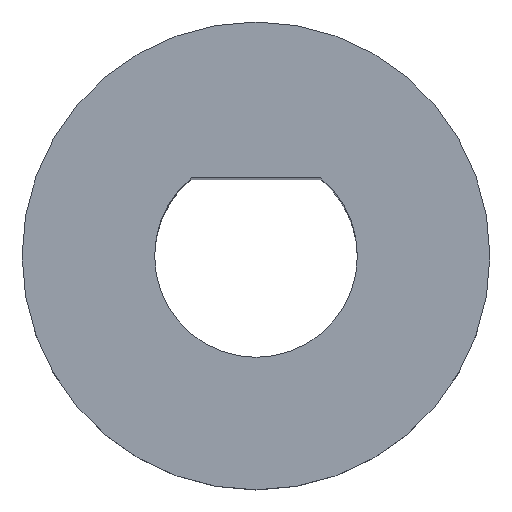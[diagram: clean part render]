
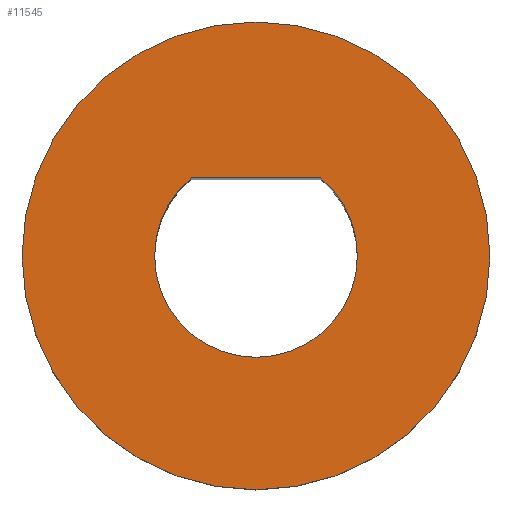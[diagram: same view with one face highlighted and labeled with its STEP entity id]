
A CAD part, top view. The second image highlights one B-rep face of the part: STEP entity #11545.
In plain terms, the highlighted planar face has unit normal (0, 0, 1).
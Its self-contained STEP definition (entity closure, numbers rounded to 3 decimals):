
#381 = CYLINDRICAL_SURFACE('',#382,6.);
#382 = AXIS2_PLACEMENT_3D('',#383,#384,#385);
#383 = CARTESIAN_POINT('',(0.,0.,20.99));
#384 = DIRECTION('',(-0.,-0.,-1.));
#385 = DIRECTION('',(1.,0.,0.));
#6084 = VERTEX_POINT('',#6085);
#6085 = CARTESIAN_POINT('',(6.,0.,22.99));
#6106 = EDGE_CURVE('',#6084,#6084,#6107,.T.);
#6107 = SURFACE_CURVE('',#6108,(#6113,#6120),.PCURVE_S1.);
#6108 = CIRCLE('',#6109,6.);
#6109 = AXIS2_PLACEMENT_3D('',#6110,#6111,#6112);
#6110 = CARTESIAN_POINT('',(0.,0.,22.99));
#6111 = DIRECTION('',(0.,0.,1.));
#6112 = DIRECTION('',(1.,0.,0.));
#6113 = PCURVE('',#381,#6114);
#6114 = DEFINITIONAL_REPRESENTATION('',(#6115),#6119);
#6115 = LINE('',#6116,#6117);
#6116 = CARTESIAN_POINT('',(-0.,-2.));
#6117 = VECTOR('',#6118,1.);
#6118 = DIRECTION('',(-1.,0.));
#6119 = ( GEOMETRIC_REPRESENTATION_CONTEXT(2) 
PARAMETRIC_REPRESENTATION_CONTEXT() REPRESENTATION_CONTEXT('2D SPACE',''
  ) );
#6120 = PCURVE('',#6121,#6126);
#6121 = PLANE('',#6122);
#6122 = AXIS2_PLACEMENT_3D('',#6123,#6124,#6125);
#6123 = CARTESIAN_POINT('',(0.,0.,22.99));
#6124 = DIRECTION('',(0.,0.,1.));
#6125 = DIRECTION('',(1.,0.,0.));
#6126 = DEFINITIONAL_REPRESENTATION('',(#6127),#6131);
#6127 = CIRCLE('',#6128,6.);
#6128 = AXIS2_PLACEMENT_2D('',#6129,#6130);
#6129 = CARTESIAN_POINT('',(0.,0.));
#6130 = DIRECTION('',(1.,0.));
#6131 = ( GEOMETRIC_REPRESENTATION_CONTEXT(2) 
PARAMETRIC_REPRESENTATION_CONTEXT() REPRESENTATION_CONTEXT('2D SPACE',''
  ) );
#11219 = CYLINDRICAL_SURFACE('',#11220,2.6);
#11220 = AXIS2_PLACEMENT_3D('',#11221,#11222,#11223);
#11221 = CARTESIAN_POINT('',(0.,0.,5000.));
#11222 = DIRECTION('',(0.,0.,1.));
#11223 = DIRECTION('',(1.,0.,-0.));
#11464 = PLANE('',#11465);
#11465 = AXIS2_PLACEMENT_3D('',#11466,#11467,#11468);
#11466 = CARTESIAN_POINT('',(-1.661,2.,5000.));
#11467 = DIRECTION('',(0.,-1.,0.));
#11468 = DIRECTION('',(1.,0.,0.));
#11545 = ADVANCED_FACE('',(#11546,#11549),#6121,.T.);
#11546 = FACE_BOUND('',#11547,.T.);
#11547 = EDGE_LOOP('',(#11548));
#11548 = ORIENTED_EDGE('',*,*,#6106,.T.);
#11549 = FACE_BOUND('',#11550,.T.);
#11550 = EDGE_LOOP('',(#11551,#11577));
#11551 = ORIENTED_EDGE('',*,*,#11552,.F.);
#11552 = EDGE_CURVE('',#11553,#11555,#11557,.T.);
#11553 = VERTEX_POINT('',#11554);
#11554 = CARTESIAN_POINT('',(-1.661,2.,22.99));
#11555 = VERTEX_POINT('',#11556);
#11556 = CARTESIAN_POINT('',(1.661,2.,22.99));
#11557 = SURFACE_CURVE('',#11558,(#11563,#11570),.PCURVE_S1.);
#11558 = CIRCLE('',#11559,2.6);
#11559 = AXIS2_PLACEMENT_3D('',#11560,#11561,#11562);
#11560 = CARTESIAN_POINT('',(0.,0.,22.99));
#11561 = DIRECTION('',(0.,0.,1.));
#11562 = DIRECTION('',(1.,0.,-0.));
#11563 = PCURVE('',#6121,#11564);
#11564 = DEFINITIONAL_REPRESENTATION('',(#11565),#11569);
#11565 = CIRCLE('',#11566,2.6);
#11566 = AXIS2_PLACEMENT_2D('',#11567,#11568);
#11567 = CARTESIAN_POINT('',(0.,0.));
#11568 = DIRECTION('',(1.,0.));
#11569 = ( GEOMETRIC_REPRESENTATION_CONTEXT(2) 
PARAMETRIC_REPRESENTATION_CONTEXT() REPRESENTATION_CONTEXT('2D SPACE',''
  ) );
#11570 = PCURVE('',#11219,#11571);
#11571 = DEFINITIONAL_REPRESENTATION('',(#11572),#11576);
#11572 = LINE('',#11573,#11574);
#11573 = CARTESIAN_POINT('',(0.,-4977.01));
#11574 = VECTOR('',#11575,1.);
#11575 = DIRECTION('',(1.,0.));
#11576 = ( GEOMETRIC_REPRESENTATION_CONTEXT(2) 
PARAMETRIC_REPRESENTATION_CONTEXT() REPRESENTATION_CONTEXT('2D SPACE',''
  ) );
#11577 = ORIENTED_EDGE('',*,*,#11578,.T.);
#11578 = EDGE_CURVE('',#11553,#11555,#11579,.T.);
#11579 = SURFACE_CURVE('',#11580,(#11584,#11590),.PCURVE_S1.);
#11580 = LINE('',#11581,#11582);
#11581 = CARTESIAN_POINT('',(-0.831,2.,22.99));
#11582 = VECTOR('',#11583,1.);
#11583 = DIRECTION('',(1.,0.,-0.));
#11584 = PCURVE('',#6121,#11585);
#11585 = DEFINITIONAL_REPRESENTATION('',(#11586),#11589);
#11586 = B_SPLINE_CURVE_WITH_KNOTS('',1,(#11587,#11588),.UNSPECIFIED.,
  .F.,.F.,(2,2),(-1.163,2.824),
  .PIECEWISE_BEZIER_KNOTS.);
#11587 = CARTESIAN_POINT('',(-1.994,2.));
#11588 = CARTESIAN_POINT('',(1.994,2.));
#11589 = ( GEOMETRIC_REPRESENTATION_CONTEXT(2) 
PARAMETRIC_REPRESENTATION_CONTEXT() REPRESENTATION_CONTEXT('2D SPACE',''
  ) );
#11590 = PCURVE('',#11464,#11591);
#11591 = DEFINITIONAL_REPRESENTATION('',(#11592),#11595);
#11592 = B_SPLINE_CURVE_WITH_KNOTS('',1,(#11593,#11594),.UNSPECIFIED.,
  .F.,.F.,(2,2),(-1.163,2.824),
  .PIECEWISE_BEZIER_KNOTS.);
#11593 = CARTESIAN_POINT('',(-0.332,-4977.01));
#11594 = CARTESIAN_POINT('',(3.655,-4977.01));
#11595 = ( GEOMETRIC_REPRESENTATION_CONTEXT(2) 
PARAMETRIC_REPRESENTATION_CONTEXT() REPRESENTATION_CONTEXT('2D SPACE',''
  ) );
